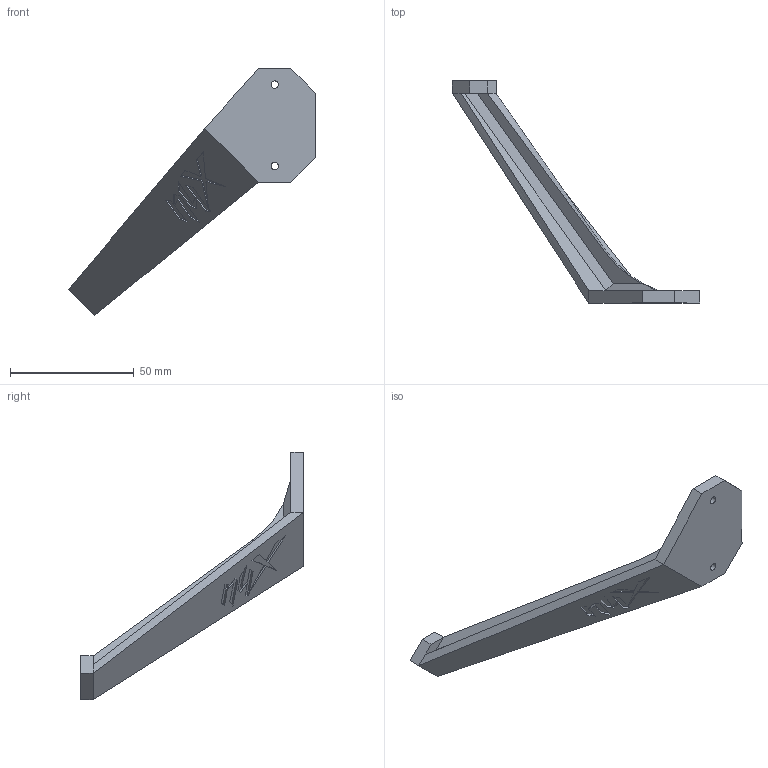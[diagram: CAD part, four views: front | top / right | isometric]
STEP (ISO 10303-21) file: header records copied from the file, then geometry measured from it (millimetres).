
FILE_DESCRIPTION(/* description */ (''),/* implementation_level */ '2;1');
FILE_NAME(/* name */ 'Leg FR-BL v15.step',/* time_stamp */ '2022-01-19T17:29:09+02:00',/* author */ (''),/* organization */ (''),/* preprocessor_version */ 'ST-DEVELOPER v18.1',/* originating_system */ 'Autodesk Translation Framework v10.10.0.1391',/* authorisation */ '');
FILE_SCHEMA (('AUTOMOTIVE_DESIGN { 1 0 10303 214 3 1 1 }'));
Length unit declared in the file: millimetre
Products named in the file (1): Leg FR-BL
Bounding box: 99.91 x 90 x 99.91 mm (x, y, z)
Volume: 22608 mm3; surface area: 11760.5 mm2
Topology: 1 solids, 1 shells, 71 faces, 189 edges, 122 vertices
Faces by surface type: plane 58, bspline 11, cylinder 2
Full cylindrical faces by diameter (mm): 3 x2
Entity records: 2415 total; most frequent: CARTESIAN_POINT 761, ORIENTED_EDGE 378, DIRECTION 252, EDGE_CURVE 189, LINE 122, VECTOR 122, VERTEX_POINT 122, EDGE_LOOP 77
